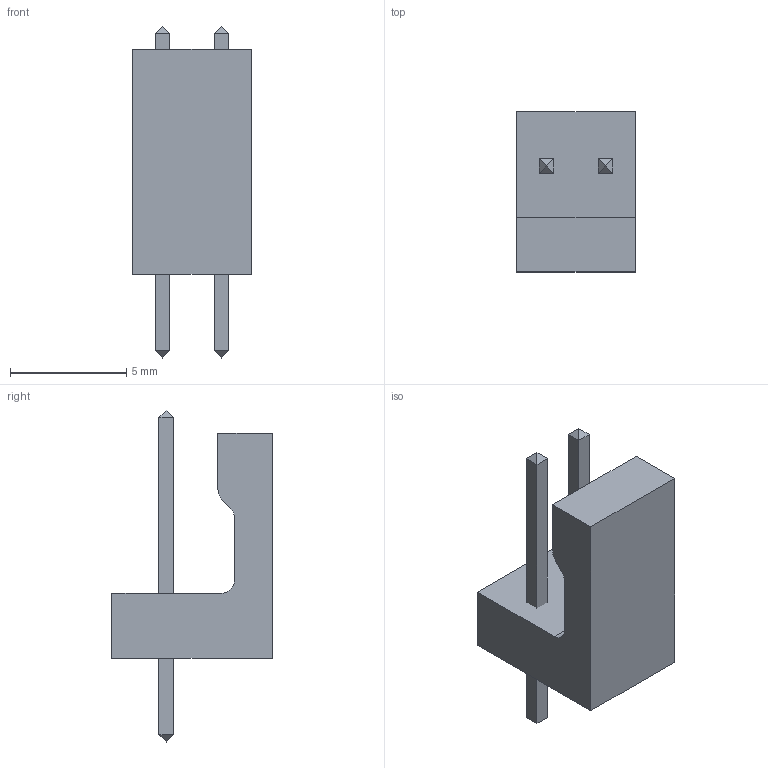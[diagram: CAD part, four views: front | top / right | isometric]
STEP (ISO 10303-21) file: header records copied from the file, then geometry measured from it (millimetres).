
FILE_DESCRIPTION( ( '' ), ' ' );
FILE_NAME( '5a9e559d4787190ed859bd2e.step', '2018-03-06T08:47:25', ( '' ), ( '' ), ' ', ' ', ' ' );
FILE_SCHEMA( ( 'AUTOMOTIVE_DESIGN { 1 0 10303 214 1 1 1 1 }' ) );
Length unit declared in the file: metre
Products named in the file (3): Open CASCADE STEP translator 6.8 3; Open CASCADE STEP translator 6.8 2; Open CASCADE STEP translator 6.8 1
Bounding box: 5.1 x 6.9 x 14.3 mm (x, y, z)
Volume: 178.3 mm3; surface area: 310.6 mm2
Topology: 3 solids, 3 shells, 37 faces, 73 edges, 42 vertices
Faces by surface type: plane 34, cylinder 3
Entity records: 1610 total; most frequent: DIRECTION 159, CARTESIAN_POINT 155, ORIENTED_EDGE 146, STYLED_ITEM 110, PRESENTATION_STYLE_ASSIGNMENT 110, COLOUR_RGB 110, EDGE_CURVE 73, CURVE_STYLE 73
